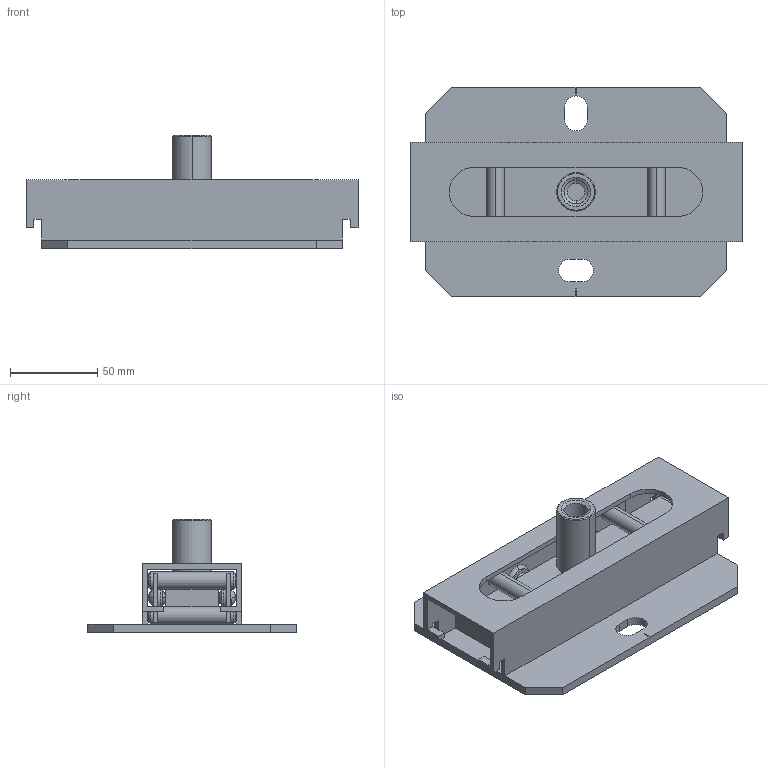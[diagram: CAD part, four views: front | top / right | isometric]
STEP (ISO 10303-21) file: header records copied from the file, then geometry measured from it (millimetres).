
FILE_DESCRIPTION (( 'STEP AP214' ), '1' );
FILE_NAME ('R954-157.STEP', '2024-07-04T09:07:59', ( '' ), ( '' ), 'SwSTEP 2.0', 'SolidWorks 2024', '' );
FILE_SCHEMA (( 'AUTOMOTIVE_DESIGN' ));
Length unit declared in the file: millimetre
Products named in the file (1): R954-157
Bounding box: 190 x 120 x 65 mm (x, y, z)
Surface area: 127107 mm2 (no closed solid volume)
Topology: 0 solids, 16 shells, 266 faces, 660 edges, 420 vertices
Faces by surface type: plane 124, cylinder 60, cone 34, sphere 32, torus 16
Entity records: 10093 total; most frequent: CARTESIAN_POINT 3747, DIRECTION 1284, ORIENTED_EDGE 1260, EDGE_CURVE 640, AXIS2_PLACEMENT_3D 445, VERTEX_POINT 408, VECTOR 394, LINE 394
